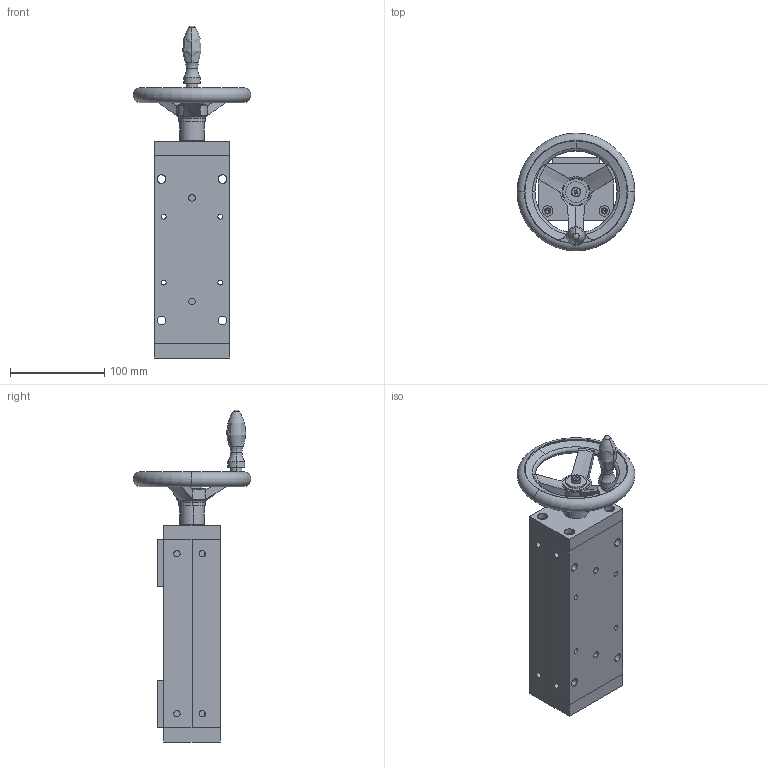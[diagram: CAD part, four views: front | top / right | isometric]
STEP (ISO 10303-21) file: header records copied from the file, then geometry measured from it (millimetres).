
FILE_DESCRIPTION (( 'STEP AP214' ), '1' );
FILE_NAME ('190521_FULL_STEP_5620A.STEP', '2019-05-21T07:57:16', ( '' ), ( '' ), 'SwSTEP 2.0', 'SolidWorks 2019', '' );
FILE_SCHEMA (( 'AUTOMOTIVE_DESIGN' ));
Length unit declared in the file: millimetre
Products named in the file (1): 190521_FULL_STEP_5620A
Bounding box: 125 x 125 x 352.55 mm (x, y, z)
Volume: 1040376.6 mm3; surface area: 238463.5 mm2
Topology: 17 solids, 17 shells, 535 faces, 1360 edges, 872 vertices
Faces by surface type: cylinder 204, plane 178, bspline 77, cone 43, torus 32, sphere 1
Entity records: 26537 total; most frequent: CARTESIAN_POINT 7650, ORIENTED_EDGE 2668, DIRECTION 2548, EDGE_CURVE 1334, AXIS2_PLACEMENT_3D 969, VERTEX_POINT 871, EDGE_LOOP 677, LINE 610
